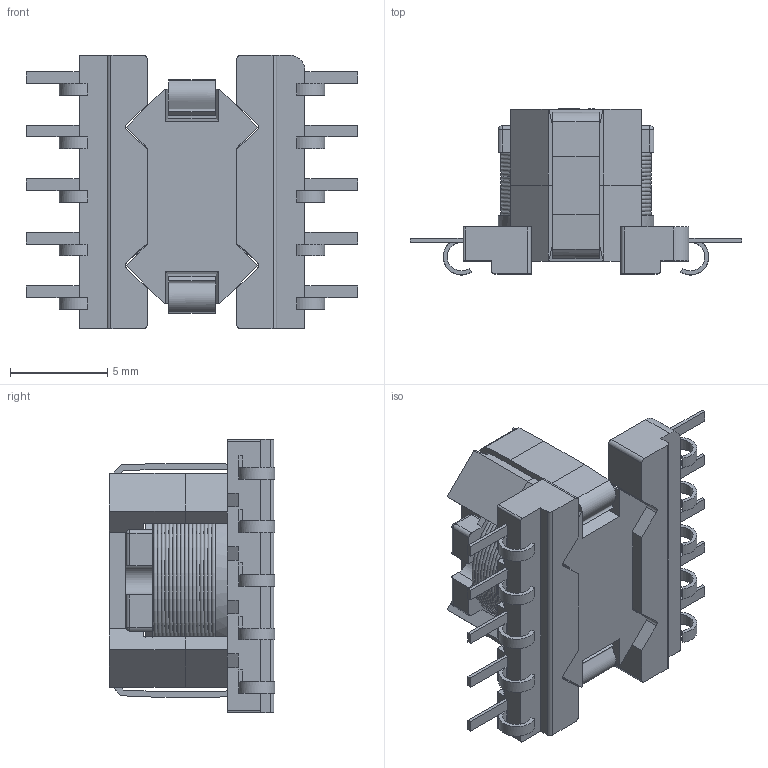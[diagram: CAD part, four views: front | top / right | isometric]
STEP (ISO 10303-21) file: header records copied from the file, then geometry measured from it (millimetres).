
FILE_DESCRIPTION(/* description */ ('STEP AP214'),/* implementation_level */ '2;1');
FILE_NAME(/* name */ 'RM4-ILP-L17-10P.stp',/* time_stamp */ '2024-03-26T14:29:11+01:00',/* author */ ('mt'),/* organization */ (''),/* preprocessor_version */ 'ST-DEVELOPER v20',/* originating_system */ 'Autodesk Inventor 2024',/* authorisation */ '');
FILE_SCHEMA (('CONFIG_CONTROL_DESIGN'));
Length unit declared in the file: millimetre
Products named in the file (6): RM4-ILP-L17-10P; RM4-K-10P-SS-SMD-LP; Uzwojenie^RM4-K-10P-SS-SMD-LP_z³o¿enie; RM-4; RM-4_1; RM4 Clamp
Assembly tree (6 placements, depth 2):
  RM4-ILP-L17-10P
    RM4-K-10P-SS-SMD-LP
    Uzwojenie^RM4-K-10P-SS-SMD-LP_z³o¿enie
    RM-4
    RM-4_1
    RM4 Clamp  x2
Bounding box: 17 x 8.52 x 14.05 mm (x, y, z)
Volume: 679.6 mm3; surface area: 2359.8 mm2
Topology: 31 solids, 31 shells, 509 faces, 1267 edges, 826 vertices
Faces by surface type: plane 348, cylinder 69, bspline 52, torus 32, sphere 8
Full cylindrical faces by diameter (mm): 3.9 x2, 4 x1, 4.9 x1, 8 x1
Entity records: 15512 total; most frequent: CARTESIAN_POINT 3187, ORIENTED_EDGE 2446, DIRECTION 2316, EDGE_CURVE 1223, LINE 870, VECTOR 870, VERTEX_POINT 802, AXIS2_PLACEMENT_3D 723
